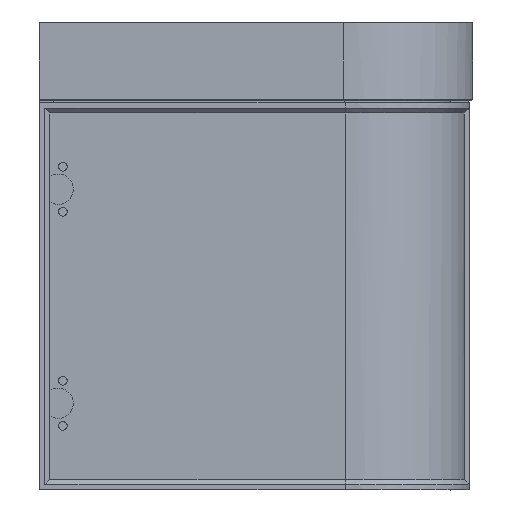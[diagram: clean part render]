
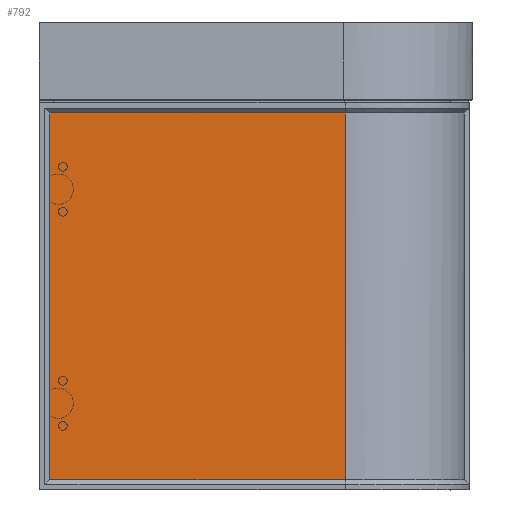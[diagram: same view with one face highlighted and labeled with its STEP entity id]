
A CAD part, left-side view. The second image highlights one B-rep face of the part: STEP entity #792.
In plain terms, the highlighted planar face has unit normal (-1, 0, 0).
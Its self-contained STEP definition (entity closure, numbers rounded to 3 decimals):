
#792=ADVANCED_FACE('',(#1035),#3786,.T.);
#1035=FACE_OUTER_BOUND('',#1309,.T.);
#1309=EDGE_LOOP('',(#2171,#2172,#2173,#2174));
#2171=ORIENTED_EDGE('',*,*,#2774,.T.);
#2172=ORIENTED_EDGE('',*,*,#2775,.T.);
#2173=ORIENTED_EDGE('',*,*,#2770,.F.);
#2174=ORIENTED_EDGE('',*,*,#2776,.T.);
#2770=EDGE_CURVE('',#3631,#3632,#3125,.T.);
#2774=EDGE_CURVE('',#3635,#3636,#3127,.T.);
#2775=EDGE_CURVE('',#3636,#3632,#3128,.T.);
#2776=EDGE_CURVE('',#3631,#3635,#3129,.T.);
#3125=B_SPLINE_CURVE_WITH_KNOTS('',1,(#6714,#6715),.UNSPECIFIED.,.F.,.F.,
(2,2),(0.,423.),.UNSPECIFIED.);
#3127=B_SPLINE_CURVE_WITH_KNOTS('',1,(#6724,#6725),.UNSPECIFIED.,.F.,.F.,
(2,2),(0.,423.),.UNSPECIFIED.);
#3128=B_SPLINE_CURVE_WITH_KNOTS('',1,(#6726,#6727),.UNSPECIFIED.,.F.,.F.,
(2,2),(0.,341.),.UNSPECIFIED.);
#3129=B_SPLINE_CURVE_WITH_KNOTS('',1,(#6728,#6729),.UNSPECIFIED.,.F.,.F.,
(2,2),(0.,341.),.UNSPECIFIED.);
#3631=VERTEX_POINT('',#6548);
#3632=VERTEX_POINT('',#6549);
#3635=VERTEX_POINT('',#6552);
#3636=VERTEX_POINT('',#6553);
#3786=PLANE('',#4288);
#4288=AXIS2_PLACEMENT_3D('',#6444,#4561,$);
#4561=DIRECTION('',(-1.,0.,0.));
#6444=CARTESIAN_POINT('',(-77.5,-30.3,-270.1));
#6548=CARTESIAN_POINT('',(-77.5,435.,105.));
#6549=CARTESIAN_POINT('',(-77.5,12.,105.));
#6552=CARTESIAN_POINT('',(-77.5,435.,-236.));
#6553=CARTESIAN_POINT('',(-77.5,12.,-236.));
#6714=CARTESIAN_POINT('',(-77.5,435.,105.));
#6715=CARTESIAN_POINT('',(-77.5,12.,105.));
#6724=CARTESIAN_POINT('',(-77.5,435.,-236.));
#6725=CARTESIAN_POINT('',(-77.5,12.,-236.));
#6726=CARTESIAN_POINT('',(-77.5,12.,-236.));
#6727=CARTESIAN_POINT('',(-77.5,12.,105.));
#6728=CARTESIAN_POINT('',(-77.5,435.,105.));
#6729=CARTESIAN_POINT('',(-77.5,435.,-236.));
